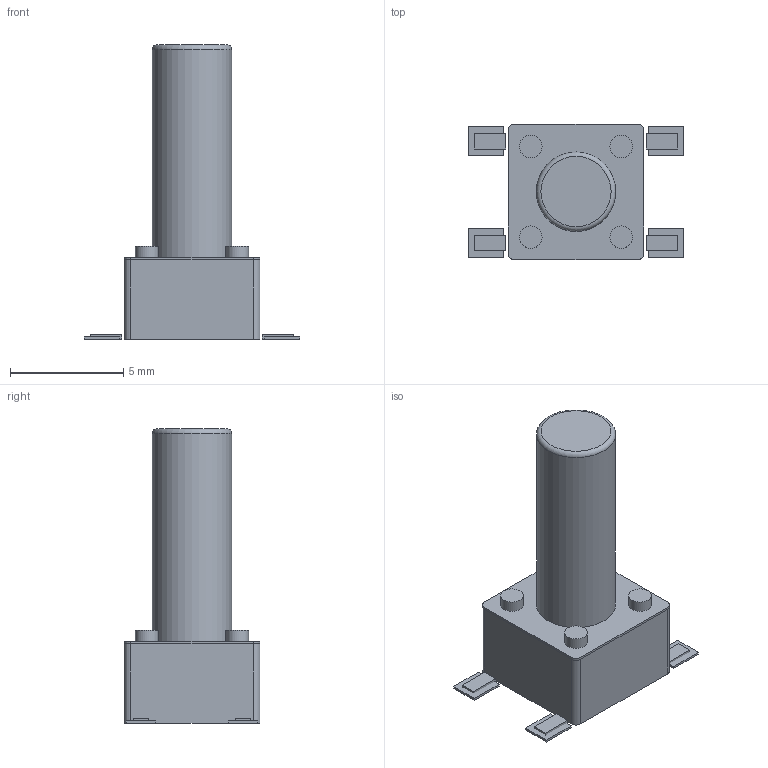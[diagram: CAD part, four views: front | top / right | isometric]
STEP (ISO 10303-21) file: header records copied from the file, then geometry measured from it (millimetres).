
FILE_DESCRIPTION(/* description */ (''),/* implementation_level */ '2;1');
FILE_NAME(/* name */ 'SW_PUSH_6mm_H9.step',/* time_stamp */ '2024-02-05T18:46:49+01:00',/* author */ (''),/* organization */ (''),/* preprocessor_version */ 'ST-DEVELOPER v20',/* originating_system */ 'Autodesk Translation Framework v12.20.1.177',/* authorisation */ '');
FILE_SCHEMA (('AUTOMOTIVE_DESIGN { 1 0 10303 214 3 1 1 }'));
Length unit declared in the file: millimetre
Products named in the file (1): (Unsaved)
Bounding box: 9.5 x 6 x 13 mm (x, y, z)
Volume: 166.8 mm3; surface area: 463.2 mm2
Topology: 10 solids, 10 shells, 93 faces, 180 edges, 117 vertices
Faces by surface type: plane 74, cylinder 18, torus 1
Full cylindrical faces by diameter (mm): 0.4 x4, 1 x4, 3.5 x2
Entity records: 2436 total; most frequent: DIRECTION 402, CARTESIAN_POINT 391, ORIENTED_EDGE 360, EDGE_CURVE 180, LINE 146, VECTOR 146, AXIS2_PLACEMENT_3D 128, VERTEX_POINT 117
